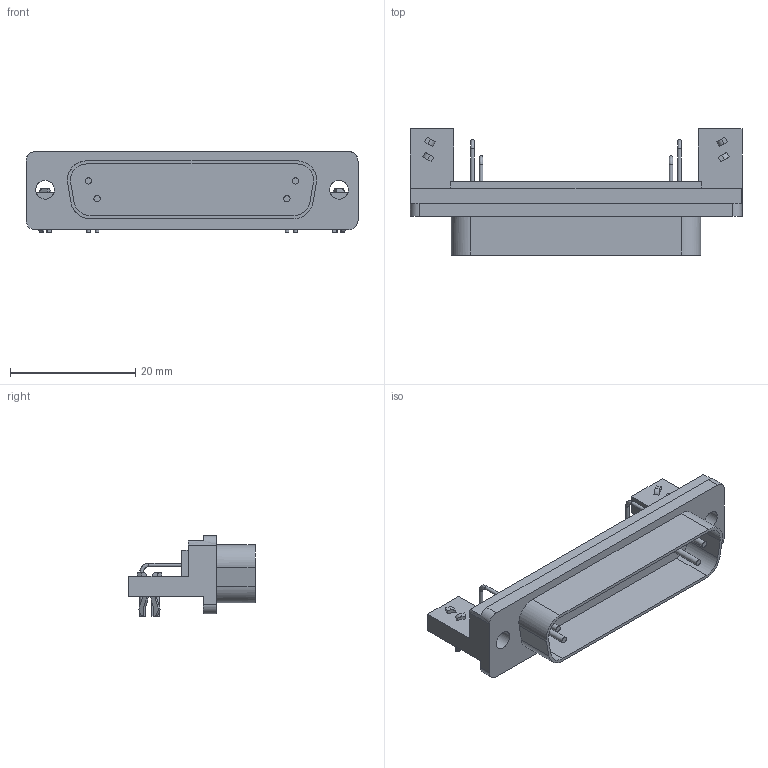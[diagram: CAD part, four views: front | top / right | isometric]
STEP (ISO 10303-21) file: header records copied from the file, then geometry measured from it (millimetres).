
FILE_DESCRIPTION(('FreeCAD Model'),'2;1');
FILE_NAME('0966_Dsub-S_low_profile_male_angled_25-pins_board_lock.step', '2017-10-09T08:06:09',('kicad StepUp'),('ksu MCAD'), 'Open CASCADE STEP processor 7.1','FreeCAD','Unknown');
FILE_SCHEMA(('AUTOMOTIVE_DESIGN_CC2 { 1 2 10303 214 -1 1 5 4 }'));
Length unit declared in the file: millimetre
Products named in the file (1): 0966_Dsub-S_low_profile_male_angled_25-pins_board_lock
Bounding box: 53.1 x 20.2 x 12.9 mm (x, y, z)
Volume: 3368.8 mm3; surface area: 3812.5 mm2
Topology: 1 solids, 1 shells, 136 faces, 342 edges, 226 vertices
Faces by surface type: bspline 136
Entity records: 4952 total; most frequent: CARTESIAN_POINT 1917, ORIENTED_EDGE 684, EDGE_CURVE 342, B_SPLINE_CURVE_WITH_KNOTS 260, VERTEX_POINT 226, FACE_BOUND 158, EDGE_LOOP 158, ADVANCED_FACE 136
